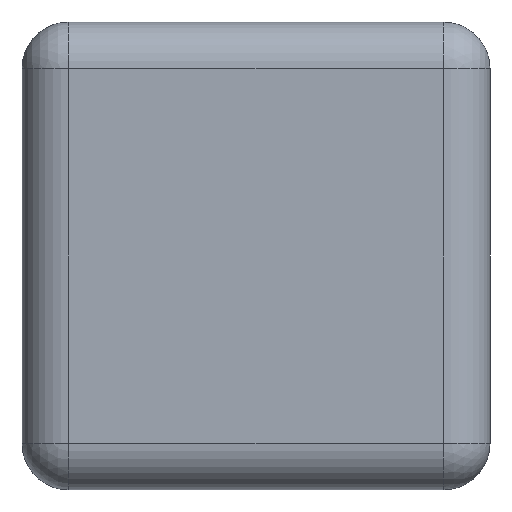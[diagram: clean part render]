
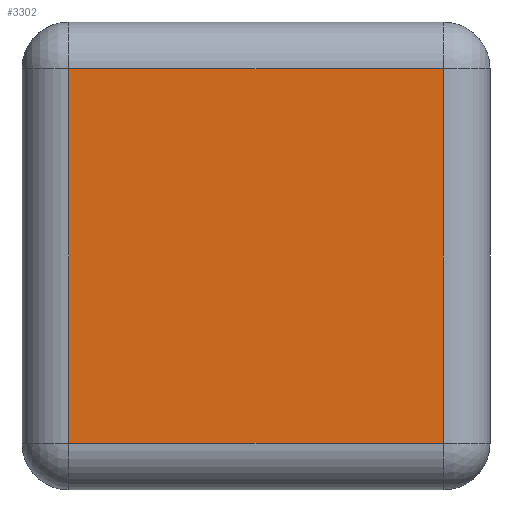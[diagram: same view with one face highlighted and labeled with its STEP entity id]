
A CAD part, left-side view. The second image highlights one B-rep face of the part: STEP entity #3302.
In plain terms, the highlighted planar face has unit normal (-1, 0, 0).
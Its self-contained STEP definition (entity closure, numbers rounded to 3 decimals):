
#180 = AXIS2_PLACEMENT_3D ( 'NONE', #4533, #4534, #4535 ) ;
#505 = FACE_OUTER_BOUND ( 'NONE', #6921, .T. ) ;
#596 = EDGE_CURVE ( 'NONE', #1936, #1924, #5144, .T. ) ;
#597 = EDGE_CURVE ( 'NONE', #1929, #1936, #5118, .T. ) ;
#600 = EDGE_CURVE ( 'NONE', #1924, #1859, #5175, .T. ) ;
#601 = EDGE_CURVE ( 'NONE', #1859, #1929, #5231, .T. ) ;
#1859 = VERTEX_POINT ( 'NONE', #7726 ) ;
#1924 = VERTEX_POINT ( 'NONE', #7490 ) ;
#1929 = VERTEX_POINT ( 'NONE', #7495 ) ;
#1936 = VERTEX_POINT ( 'NONE', #7502 ) ;
#2076 = ORIENTED_EDGE ( 'NONE', *, *, #597, .T. ) ;
#2083 = ORIENTED_EDGE ( 'NONE', *, *, #600, .T. ) ;
#2084 = ORIENTED_EDGE ( 'NONE', *, *, #596, .T. ) ;
#2087 = ORIENTED_EDGE ( 'NONE', *, *, #601, .T. ) ;
#3302 = ADVANCED_FACE ( 'NONE', ( #505 ), #4532, .F. ) ;
#4532 = PLANE ( 'NONE',  #180 ) ;
#4533 = CARTESIAN_POINT ( 'NONE',  ( -0.5, 0.25, 0.25 ) ) ;
#4534 = DIRECTION ( 'NONE',  ( 1., 0., 0. ) ) ;
#4535 = DIRECTION ( 'NONE',  ( 0., 0., -1. ) ) ;
#5113 = CARTESIAN_POINT ( 'NONE',  ( -0.5, 0.2, 0.25 ) ) ;
#5115 = DIRECTION ( 'NONE',  ( 0., 0., -1. ) ) ;
#5118 = LINE ( 'NONE', #5113, #5547 ) ;
#5144 = LINE ( 'NONE', #5249, #5496 ) ;
#5150 = DIRECTION ( 'NONE',  ( 0., -1., 0. ) ) ;
#5173 = CARTESIAN_POINT ( 'NONE',  ( -0.5, -0.2, 0.25 ) ) ;
#5175 = LINE ( 'NONE', #5173, #5585 ) ;
#5231 = LINE ( 'NONE', #5232, #5645 ) ;
#5232 = CARTESIAN_POINT ( 'NONE',  ( -0.5, 0.25, 0.2 ) ) ;
#5236 = DIRECTION ( 'NONE',  ( 0., 1., 0. ) ) ;
#5249 = CARTESIAN_POINT ( 'NONE',  ( -0.5, 0.25, -0.2 ) ) ;
#5256 = DIRECTION ( 'NONE',  ( 0., 0., 1. ) ) ;
#5496 = VECTOR ( 'NONE', #5150, 1000. ) ;
#5547 = VECTOR ( 'NONE', #5115, 1000. ) ;
#5585 = VECTOR ( 'NONE', #5256, 1000. ) ;
#5645 = VECTOR ( 'NONE', #5236, 1000. ) ;
#6921 = EDGE_LOOP ( 'NONE', ( #2076, #2084, #2083, #2087 ) ) ;
#7490 = CARTESIAN_POINT ( 'NONE',  ( -0.5, -0.2, -0.2 ) ) ;
#7495 = CARTESIAN_POINT ( 'NONE',  ( -0.5, 0.2, 0.2 ) ) ;
#7502 = CARTESIAN_POINT ( 'NONE',  ( -0.5, 0.2, -0.2 ) ) ;
#7726 = CARTESIAN_POINT ( 'NONE',  ( -0.5, -0.2, 0.2 ) ) ;
